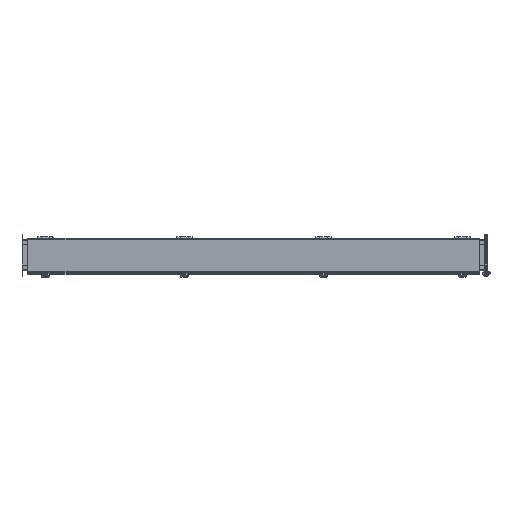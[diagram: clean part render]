
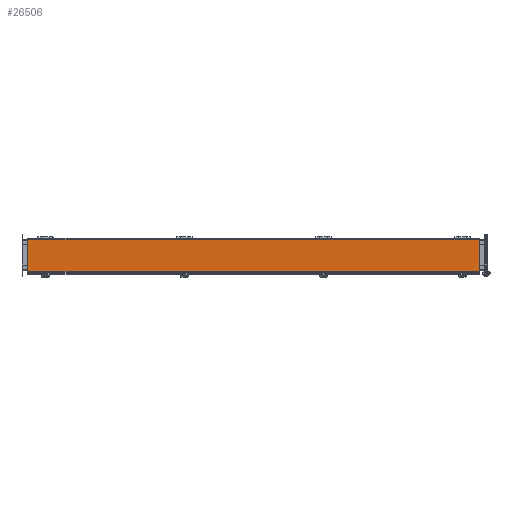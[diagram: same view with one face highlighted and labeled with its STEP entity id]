
A CAD part, top view. The second image highlights one B-rep face of the part: STEP entity #26506.
In plain terms, the highlighted planar face has unit normal (0, 0, 1).
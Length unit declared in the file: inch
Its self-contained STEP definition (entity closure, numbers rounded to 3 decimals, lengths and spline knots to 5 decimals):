
#858 = EDGE_CURVE ( 'NONE', #20389, #16390, #21012, .T. ) ;
#1713 = VERTEX_POINT ( 'NONE', #7398 ) ;
#2684 = ORIENTED_EDGE ( 'NONE', *, *, #858, .T. ) ;
#3960 = VECTOR ( 'NONE', #6998, 39.37008 ) ;
#4121 = DIRECTION ( 'NONE',  ( 1., 0., 0. ) ) ;
#4394 = CARTESIAN_POINT ( 'NONE',  ( -29.234, -2.07943, 4.172 ) ) ;
#5319 = ORIENTED_EDGE ( 'NONE', *, *, #12789, .F. ) ;
#6998 = DIRECTION ( 'NONE',  ( 1., 0., 0. ) ) ;
#7398 = CARTESIAN_POINT ( 'NONE',  ( -29.234, 2.07957, 4.172 ) ) ;
#7608 = LINE ( 'NONE', #17983, #26511 ) ;
#8734 = CARTESIAN_POINT ( 'NONE',  ( -29.234, -2.07943, 4.172 ) ) ;
#8859 = EDGE_CURVE ( 'NONE', #20389, #1713, #11637, .T. ) ;
#9619 = DIRECTION ( 'NONE',  ( 0., 1., 0. ) ) ;
#10875 = ORIENTED_EDGE ( 'NONE', *, *, #17236, .T. ) ;
#10993 = VECTOR ( 'NONE', #15455, 39.37008 ) ;
#11637 = LINE ( 'NONE', #20140, #19784 ) ;
#12789 = EDGE_CURVE ( 'NONE', #1713, #14944, #13213, .T. ) ;
#13213 = LINE ( 'NONE', #21294, #3960 ) ;
#13253 = CARTESIAN_POINT ( 'NONE',  ( 29.234, -2.07943, 4.172 ) ) ;
#14373 = PLANE ( 'NONE',  #19241 ) ;
#14944 = VERTEX_POINT ( 'NONE', #16586 ) ;
#15455 = DIRECTION ( 'NONE',  ( 1., 0., 0. ) ) ;
#15948 = DIRECTION ( 'NONE',  ( 0., 1., 0. ) ) ;
#16390 = VERTEX_POINT ( 'NONE', #13253 ) ;
#16586 = CARTESIAN_POINT ( 'NONE',  ( 29.234, 2.07957, 4.172 ) ) ;
#17236 = EDGE_CURVE ( 'NONE', #16390, #14944, #7608, .T. ) ;
#17355 = EDGE_LOOP ( 'NONE', ( #20175, #2684, #10875, #5319 ) ) ;
#17983 = CARTESIAN_POINT ( 'NONE',  ( 29.234, 2.18757, 4.172 ) ) ;
#19241 = AXIS2_PLACEMENT_3D ( 'NONE', #22992, #20851, #4121 ) ;
#19784 = VECTOR ( 'NONE', #9619, 39.37008 ) ;
#20140 = CARTESIAN_POINT ( 'NONE',  ( -29.234, -2.18743, 4.172 ) ) ;
#20175 = ORIENTED_EDGE ( 'NONE', *, *, #8859, .F. ) ;
#20389 = VERTEX_POINT ( 'NONE', #4394 ) ;
#20851 = DIRECTION ( 'NONE',  ( 0., 0., 1. ) ) ;
#21012 = LINE ( 'NONE', #8734, #10993 ) ;
#21294 = CARTESIAN_POINT ( 'NONE',  ( -29.234, 2.07957, 4.172 ) ) ;
#22992 = CARTESIAN_POINT ( 'NONE',  ( -29.234, -2.18743, 4.172 ) ) ;
#24599 = FACE_OUTER_BOUND ( 'NONE', #17355, .T. ) ;
#26506 = ADVANCED_FACE ( 'NONE', ( #24599 ), #14373, .T. ) ;
#26511 = VECTOR ( 'NONE', #15948, 39.37008 ) ;
